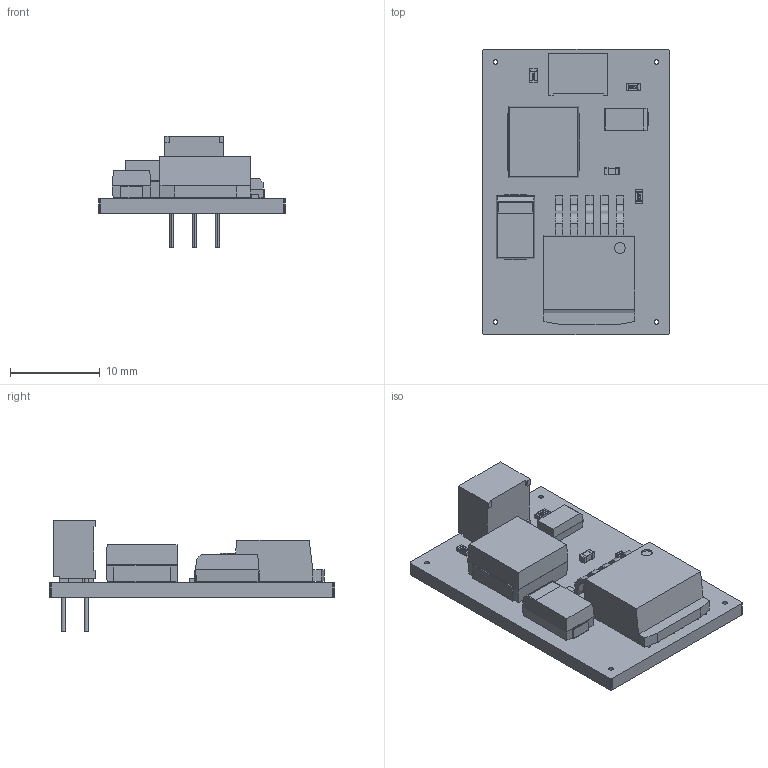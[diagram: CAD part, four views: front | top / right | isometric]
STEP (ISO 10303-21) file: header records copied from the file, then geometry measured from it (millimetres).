
FILE_DESCRIPTION(('KiCad electronic assembly'),'2;1');
FILE_NAME('2023boost-int.step','2023-05-22T12:27:40',('Pcbnew'),('Kicad' ),'Open CASCADE STEP processor 7.6','KiCad to STEP converter', 'Unknown');
FILE_SCHEMA(('AUTOMOTIVE_DESIGN { 1 0 10303 214 1 1 1 1 }'));
Length unit declared in the file: millimetre
Products named in the file (16): 2023boost-int 1; R0603; COMPOUND; SWPA8040S100MT; CP_EIA-7343-31_Kemet-D; SOLID; LM2587S-3.3; SS510-HF; C0603; 3362W; 2023boost-int PCB
Assembly tree (17 placements, depth 3):
  2023boost-int 1
    R0603  x3
      COMPOUND
    SWPA8040S100MT
      COMPOUND
    CP_EIA-7343-31_Kemet-D
      SOLID
    LM2587S-3.3
      COMPOUND
    SS510-HF
      COMPOUND
    C0603
      SOLID
    3362W
      SOLID
    2023boost-int PCB
Bounding box: 20.8 x 31.8 x 12.45 mm (x, y, z)
Volume: 2022.1 mm3; surface area: 3100.8 mm2
Topology: 41 solids, 41 shells, 1110 faces, 2974 edges, 1946 vertices
Faces by surface type: plane 629, extrusion 204, cylinder 169, bspline 92, sphere 16
Full cylindrical faces by diameter (mm): 0.3 x56, 0.5 x4, 0.69 x3
Entity records: 62481 total; most frequent: CARTESIAN_POINT 21468, DIRECTION 6769, VECTOR 4814, LINE 4746, ORIENTED_EDGE 4116, PCURVE 4116, DEFINITIONAL_REPRESENTATION 4116, EDGE_CURVE 2058
